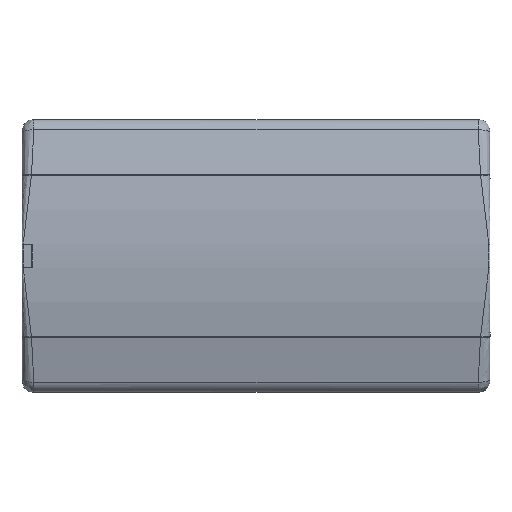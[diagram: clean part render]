
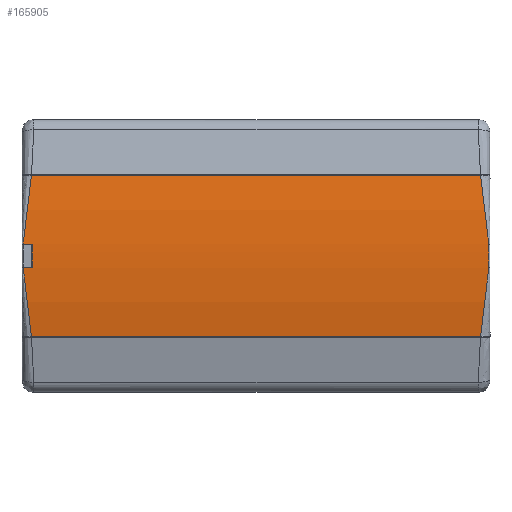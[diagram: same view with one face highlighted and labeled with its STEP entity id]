
A CAD part, top view. The second image highlights one B-rep face of the part: STEP entity #165905.
In plain terms, the highlighted cylindrical face has radius 385 mm (diameter 770 mm), a partial arc.
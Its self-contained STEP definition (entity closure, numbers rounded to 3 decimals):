
#6390 = VERTEX_POINT ( 'NONE', #218916 ) ;
#7262 = AXIS2_PLACEMENT_3D ( 'NONE', #26238, #56646, #134714 ) ;
#10093 = EDGE_LOOP ( 'NONE', ( #159822, #27203, #66273, #269733, #180719, #62610, #216180, #267042, #334377, #235311 ) ) ;
#20217 = CARTESIAN_POINT ( 'NONE',  ( -191.856, 48.936, 82.676 ) ) ;
#21283 = CYLINDRICAL_SURFACE ( 'NONE', #7262, 385. ) ;
#24063 = CARTESIAN_POINT ( 'NONE',  ( -189.539, -68.088, 79.235 ) ) ;
#24250 = B_SPLINE_CURVE_WITH_KNOTS ( 'NONE', 3,
 ( #123646, #284782, #52273, #99810 ),
 .UNSPECIFIED., .F., .F.,
 ( 4, 4 ),
 ( 0., 1.002 ),
 .UNSPECIFIED. ) ;
#26235 = CARTESIAN_POINT ( 'NONE',  ( 196.501, 10.001, 85.173 ) ) ;
#26238 = CARTESIAN_POINT ( 'NONE',  ( -197.499, 0., -299.697 ) ) ;
#27203 = ORIENTED_EDGE ( 'NONE', *, *, #77027, .T. ) ;
#32010 = DIRECTION ( 'NONE',  ( 1., 0., 0. ) ) ;
#34007 = CARTESIAN_POINT ( 'NONE',  ( -188.799, -10.069, 85.171 ) ) ;
#39159 = DIRECTION ( 'NONE',  ( -1., 0., 0. ) ) ;
#44439 = CARTESIAN_POINT ( 'NONE',  ( -189.539, -68.088, 79.235 ) ) ;
#45606 = CARTESIAN_POINT ( 'NONE',  ( -189.539, 68.088, 79.235 ) ) ;
#45699 = CARTESIAN_POINT ( 'NONE',  ( 191.86, -48.913, 82.68 ) ) ;
#47317 = CARTESIAN_POINT ( 'NONE',  ( -194.174, 29.523, 84.662 ) ) ;
#52273 = CARTESIAN_POINT ( 'NONE',  ( 191.86, 48.913, 82.68 ) ) ;
#53514 = DIRECTION ( 'NONE',  ( -1., 0., 0. ) ) ;
#56646 = DIRECTION ( 'NONE',  ( 1., 0., 0. ) ) ;
#62610 = ORIENTED_EDGE ( 'NONE', *, *, #144321, .T. ) ;
#66273 = ORIENTED_EDGE ( 'NONE', *, *, #266066, .T. ) ;
#69519 = CARTESIAN_POINT ( 'NONE',  ( 194.18, -29.475, 84.667 ) ) ;
#74500 = EDGE_CURVE ( 'NONE', #112691, #323445, #102369, .T. ) ;
#74894 = B_SPLINE_CURVE_WITH_KNOTS ( 'NONE', 3,
 ( #178468, #200560, #149604, #44439 ),
 .UNSPECIFIED., .F., .F.,
 ( 4, 4 ),
 ( 0.001, 1.002 ),
 .UNSPECIFIED. ) ;
#77027 = EDGE_CURVE ( 'NONE', #311251, #222894, #215668, .T. ) ;
#82028 = VERTEX_POINT ( 'NONE', #26235 ) ;
#90130 = DIRECTION ( 'NONE',  ( 0., -1., 0. ) ) ;
#92633 = VERTEX_POINT ( 'NONE', #34007 ) ;
#97097 = VERTEX_POINT ( 'NONE', #24063 ) ;
#98077 = CARTESIAN_POINT ( 'NONE',  ( 189.54, -68.088, 79.235 ) ) ;
#99810 = CARTESIAN_POINT ( 'NONE',  ( 189.54, 68.088, 79.235 ) ) ;
#101799 = VECTOR ( 'NONE', #329822, 1000. ) ;
#102369 = LINE ( 'NONE', #251801, #101799 ) ;
#103052 = VECTOR ( 'NONE', #32010, 1000. ) ;
#112691 = VERTEX_POINT ( 'NONE', #298113 ) ;
#123646 = CARTESIAN_POINT ( 'NONE',  ( 196.501, 10.001, 85.173 ) ) ;
#129087 = AXIS2_PLACEMENT_3D ( 'NONE', #214013, #39159, #276714 ) ;
#129951 = DIRECTION ( 'NONE',  ( 1., 0., 0. ) ) ;
#132095 = EDGE_CURVE ( 'NONE', #6390, #166711, #182524, .T. ) ;
#134714 = DIRECTION ( 'NONE',  ( 0., 1., 0. ) ) ;
#144321 = EDGE_CURVE ( 'NONE', #323445, #166711, #203838, .T. ) ;
#145260 = CIRCLE ( 'NONE', #129087, 385. ) ;
#149604 = CARTESIAN_POINT ( 'NONE',  ( -191.856, -48.936, 82.676 ) ) ;
#156679 = EDGE_CURVE ( 'NONE', #92633, #6390, #267176, .T. ) ;
#159822 = ORIENTED_EDGE ( 'NONE', *, *, #282909, .T. ) ;
#164379 = CARTESIAN_POINT ( 'NONE',  ( -197.499, -10.069, 85.171 ) ) ;
#165905 = ADVANCED_FACE ( 'NONE', ( #331673 ), #21283, .T. ) ;
#166711 = VERTEX_POINT ( 'NONE', #196450 ) ;
#169860 = DIRECTION ( 'NONE',  ( -1., 0., 0. ) ) ;
#178468 = CARTESIAN_POINT ( 'NONE',  ( -196.491, -10.069, 85.171 ) ) ;
#180719 = ORIENTED_EDGE ( 'NONE', *, *, #74500, .T. ) ;
#182524 = LINE ( 'NONE', #286037, #226285 ) ;
#190801 = CARTESIAN_POINT ( 'NONE',  ( -189.539, 68.088, 79.235 ) ) ;
#192738 = VERTEX_POINT ( 'NONE', #290491 ) ;
#195334 = CARTESIAN_POINT ( 'NONE',  ( -188.799, 0., -299.697 ) ) ;
#196450 = CARTESIAN_POINT ( 'NONE',  ( -196.491, 10.071, 85.171 ) ) ;
#200560 = CARTESIAN_POINT ( 'NONE',  ( -194.174, -29.522, 84.663 ) ) ;
#203472 = CARTESIAN_POINT ( 'NONE',  ( 189.54, -68.088, 79.235 ) ) ;
#203838 = B_SPLINE_CURVE_WITH_KNOTS ( 'NONE', 3,
 ( #45606, #20217, #47317, #254283 ),
 .UNSPECIFIED., .F., .F.,
 ( 4, 4 ),
 ( -0.002, 0.999 ),
 .UNSPECIFIED. ) ;
#205490 = EDGE_CURVE ( 'NONE', #192738, #97097, #74894, .T. ) ;
#207598 = AXIS2_PLACEMENT_3D ( 'NONE', #195334, #169860, #90130 ) ;
#214013 = CARTESIAN_POINT ( 'NONE',  ( 196.501, 0., -299.697 ) ) ;
#215668 = B_SPLINE_CURVE_WITH_KNOTS ( 'NONE', 3,
 ( #203472, #45699, #69519, #329040 ),
 .UNSPECIFIED., .F., .F.,
 ( 4, 4 ),
 ( -0.002, 1. ),
 .UNSPECIFIED. ) ;
#216180 = ORIENTED_EDGE ( 'NONE', *, *, #132095, .F. ) ;
#218916 = CARTESIAN_POINT ( 'NONE',  ( -188.799, 10.071, 85.171 ) ) ;
#222894 = VERTEX_POINT ( 'NONE', #304244 ) ;
#226285 = VECTOR ( 'NONE', #53514, 1000. ) ;
#228793 = VECTOR ( 'NONE', #129951, 1000. ) ;
#231821 = EDGE_CURVE ( 'NONE', #192738, #92633, #264496, .T. ) ;
#235311 = ORIENTED_EDGE ( 'NONE', *, *, #205490, .T. ) ;
#251801 = CARTESIAN_POINT ( 'NONE',  ( -197.499, 68.088, 79.235 ) ) ;
#254283 = CARTESIAN_POINT ( 'NONE',  ( -196.491, 10.071, 85.171 ) ) ;
#264496 = LINE ( 'NONE', #164379, #103052 ) ;
#266066 = EDGE_CURVE ( 'NONE', #222894, #82028, #145260, .T. ) ;
#267042 = ORIENTED_EDGE ( 'NONE', *, *, #156679, .F. ) ;
#267176 = CIRCLE ( 'NONE', #207598, 385. ) ;
#269733 = ORIENTED_EDGE ( 'NONE', *, *, #299271, .T. ) ;
#276714 = DIRECTION ( 'NONE',  ( 0., -1., 0. ) ) ;
#282909 = EDGE_CURVE ( 'NONE', #97097, #311251, #309793, .T. ) ;
#284782 = CARTESIAN_POINT ( 'NONE',  ( 194.18, 29.476, 84.667 ) ) ;
#286037 = CARTESIAN_POINT ( 'NONE',  ( -197.499, 10.071, 85.171 ) ) ;
#287758 = CARTESIAN_POINT ( 'NONE',  ( -197.499, -68.088, 79.235 ) ) ;
#290491 = CARTESIAN_POINT ( 'NONE',  ( -196.491, -10.069, 85.171 ) ) ;
#298113 = CARTESIAN_POINT ( 'NONE',  ( 189.54, 68.088, 79.235 ) ) ;
#299271 = EDGE_CURVE ( 'NONE', #82028, #112691, #24250, .T. ) ;
#304244 = CARTESIAN_POINT ( 'NONE',  ( 196.501, -9.999, 85.173 ) ) ;
#309793 = LINE ( 'NONE', #287758, #228793 ) ;
#311251 = VERTEX_POINT ( 'NONE', #98077 ) ;
#323445 = VERTEX_POINT ( 'NONE', #190801 ) ;
#329040 = CARTESIAN_POINT ( 'NONE',  ( 196.501, -9.999, 85.173 ) ) ;
#329822 = DIRECTION ( 'NONE',  ( -1., 0., 0. ) ) ;
#331673 = FACE_OUTER_BOUND ( 'NONE', #10093, .T. ) ;
#334377 = ORIENTED_EDGE ( 'NONE', *, *, #231821, .F. ) ;
